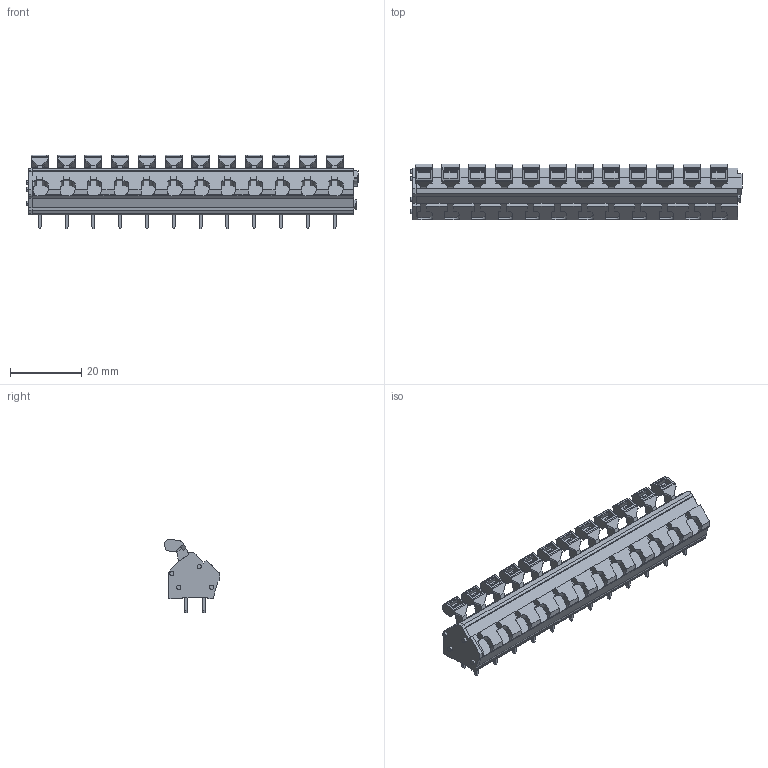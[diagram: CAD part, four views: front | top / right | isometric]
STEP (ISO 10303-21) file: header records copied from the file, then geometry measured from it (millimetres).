
FILE_DESCRIPTION(('CATIA V5 STEP Exchange','CAx-IF Rec.Pracs.--- Model Styling and Organization---1.4--- 2014-01-23'),'2;1');
FILE_NAME ('D1460255_1', '2022-09-14T05:36:57+00:00', ('none'), ('Weidmueller'), 'CATIA Version 5-6 Release 2016 SP3 HF44', 'CATIA V5 STEP AP214', 'none');
FILE_SCHEMA(('AUTOMOTIVE_DESIGN { 1 0 10303 214 1 1 1 1 }'));
Length unit declared in the file: millimetre
Products named in the file (1): 1953110000
Bounding box: 92.9 x 15.6 x 20.64 mm (x, y, z)
Volume: 13422.9 mm3; surface area: 7659.9 mm2
Topology: 38 solids, 38 shells, 1160 faces, 3123 edges, 2066 vertices
Faces by surface type: plane 908, cylinder 252
Entity records: 35928 total; most frequent: CARTESIAN_POINT 7230, ORIENTED_EDGE 6246, DIRECTION 4742, EDGE_CURVE 3123, VECTOR 2607, LINE 2607, VERTEX_POINT 2066, AXIS2_PLACEMENT_3D 1239
